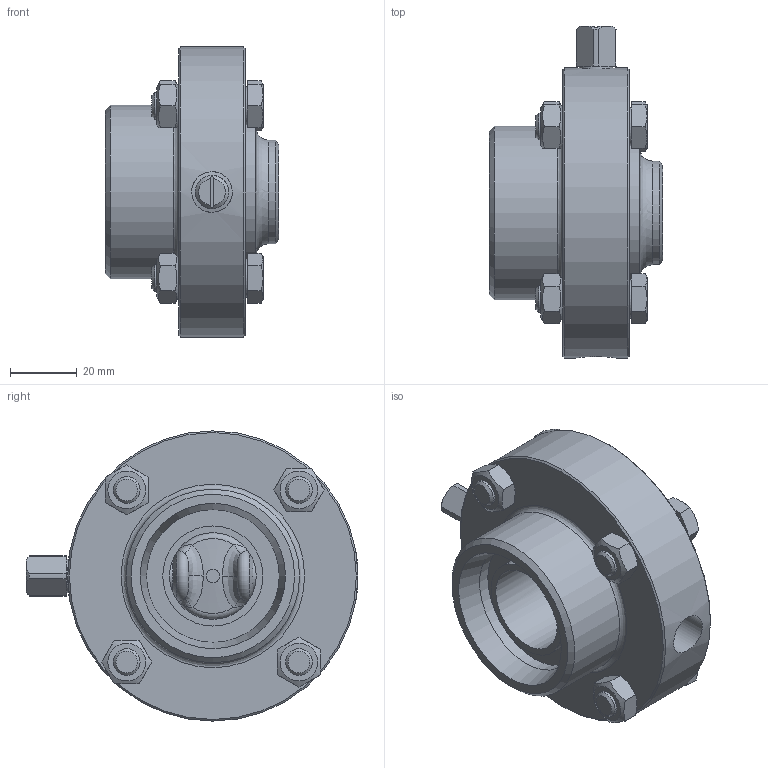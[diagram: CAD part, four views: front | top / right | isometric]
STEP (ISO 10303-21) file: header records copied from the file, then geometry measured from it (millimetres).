
FILE_DESCRIPTION((''),'2;1');
FILE_NAME('55200025X130.stp','2010-10-29T09:22:48',('Creator'),(''),'Autodesk Inventor 2010','Autodesk Inventor 2010','');
FILE_SCHEMA(('AUTOMOTIVE_DESIGN { 1 0 10303 214 1 1 1 1 }'));
Length unit declared in the file: millimetre
Products named in the file (1): 55200025X130
Bounding box: 52 x 99.5 x 87 mm (x, y, z)
Volume: 148368 mm3; surface area: 37162.1 mm2
Topology: 1 solids, 5 shells, 234 faces, 543 edges, 328 vertices
Faces by surface type: plane 106, cone 55, cylinder 43, bspline 18, torus 8, sphere 4
Full cylindrical faces by diameter (mm): 4.134 x1, 7.323 x4, 8 x8, 8.5 x4, 10 x2, 11.4 x4, 12.2 x2, 26 x2, 30 x1, 31 x1, 39.8 x1, 47 x1, 52 x1, 87 x1
Entity records: 7817 total; most frequent: CARTESIAN_POINT 3256, ORIENTED_EDGE 906, DIRECTION 896, EDGE_CURVE 453, AXIS2_PLACEMENT_3D 394, EDGE_LOOP 328, VERTEX_POINT 309, FACE_OUTER_BOUND 233
